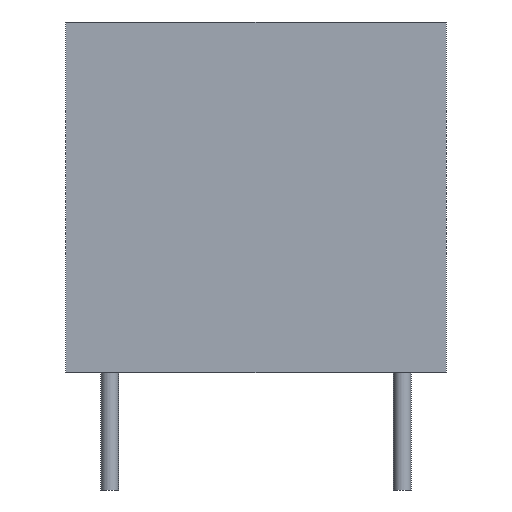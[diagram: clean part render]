
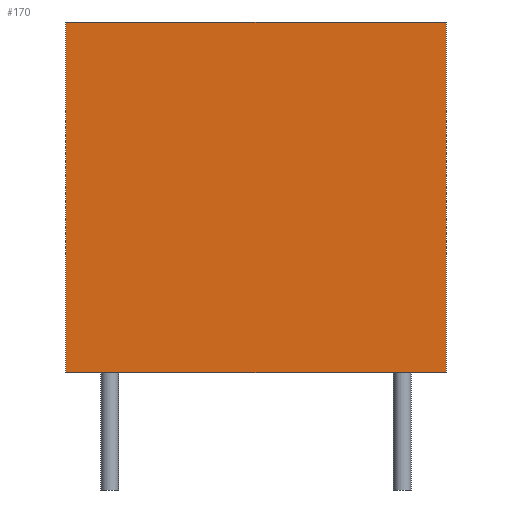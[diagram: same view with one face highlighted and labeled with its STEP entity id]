
A CAD part, front view. The second image highlights one B-rep face of the part: STEP entity #170.
In plain terms, the highlighted planar face has unit normal (0, -1, 0).
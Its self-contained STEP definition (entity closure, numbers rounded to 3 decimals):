
#42=FACE_OUTER_BOUND('',#54,.T.);
#54=EDGE_LOOP('',(#133,#134,#135,#136));
#64=LINE('',#292,#78);
#72=LINE('',#307,#86);
#73=LINE('',#309,#87);
#74=LINE('',#310,#88);
#78=VECTOR('',#234,10.);
#86=VECTOR('',#246,10.);
#87=VECTOR('',#249,10.);
#88=VECTOR('',#250,10.);
#91=VERTEX_POINT('',#288);
#93=VERTEX_POINT('',#291);
#97=VERTEX_POINT('',#303);
#98=VERTEX_POINT('',#305);
#104=EDGE_CURVE('',#91,#93,#64,.T.);
#112=EDGE_CURVE('',#97,#98,#72,.T.);
#113=EDGE_CURVE('',#97,#91,#73,.T.);
#114=EDGE_CURVE('',#93,#98,#74,.T.);
#133=ORIENTED_EDGE('',*,*,#113,.F.);
#134=ORIENTED_EDGE('',*,*,#112,.T.);
#135=ORIENTED_EDGE('',*,*,#114,.F.);
#136=ORIENTED_EDGE('',*,*,#104,.F.);
#160=PLANE('',#210);
#170=ADVANCED_FACE('',(#42),#160,.T.);
#210=AXIS2_PLACEMENT_3D('',#308,#247,#248);
#234=DIRECTION('',(0.,0.,1.));
#246=DIRECTION('',(0.,0.,1.));
#247=DIRECTION('center_axis',(0.,-1.,0.));
#248=DIRECTION('ref_axis',(1.,0.,0.));
#249=DIRECTION('',(-1.,0.,0.));
#250=DIRECTION('',(1.,0.,0.));
#288=CARTESIAN_POINT('',(-1.5,-3.,0.));
#291=CARTESIAN_POINT('',(-1.5,-3.,12.));
#292=CARTESIAN_POINT('',(-1.5,-3.,0.));
#303=CARTESIAN_POINT('',(11.5,-3.,0.));
#305=CARTESIAN_POINT('',(11.5,-3.,12.));
#307=CARTESIAN_POINT('',(11.5,-3.,0.));
#308=CARTESIAN_POINT('Origin',(-1.5,-3.,0.));
#309=CARTESIAN_POINT('',(11.5,-3.,0.));
#310=CARTESIAN_POINT('',(11.5,-3.,12.));
